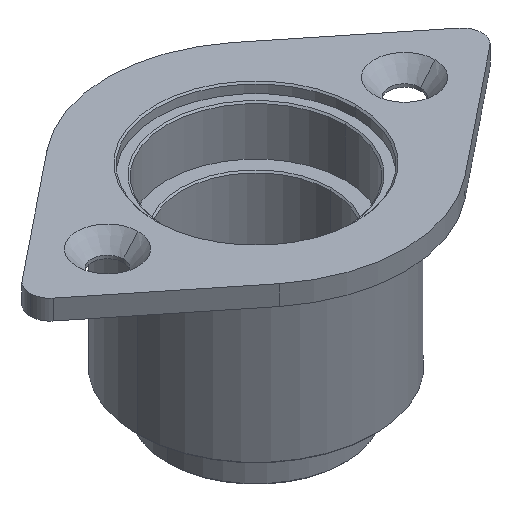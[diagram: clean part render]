
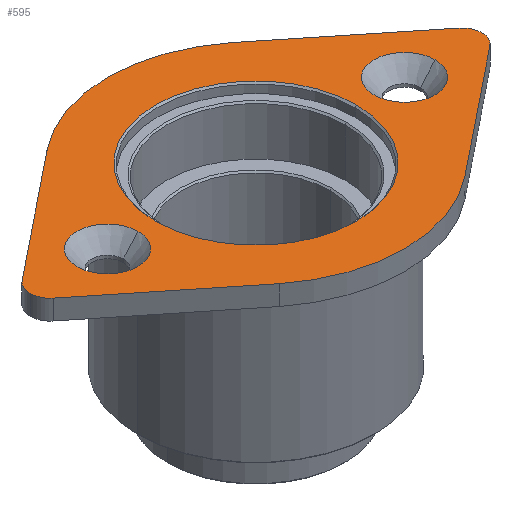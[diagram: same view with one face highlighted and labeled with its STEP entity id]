
A CAD part, isometric view. The second image highlights one B-rep face of the part: STEP entity #595.
In plain terms, the highlighted planar face has unit normal (0, 0, 1).
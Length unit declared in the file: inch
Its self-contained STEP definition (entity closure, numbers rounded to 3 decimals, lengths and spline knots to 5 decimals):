
#13 = CARTESIAN_POINT ( 'NONE',  ( -0.58594, -0.73184, 0.0625 ) ) ;
#19 = CARTESIAN_POINT ( 'NONE',  ( 0.63484, 0., 0.0625 ) ) ;
#20 = EDGE_CURVE ( 'NONE', #475, #529, #809, .T. ) ;
#27 = CIRCLE ( 'NONE', #914, 0.63484 ) ;
#36 = CARTESIAN_POINT ( 'NONE',  ( -1.425, 0., 0.0625 ) ) ;
#45 = CARTESIAN_POINT ( 'NONE',  ( 1.37812, 0.09758, 0.0625 ) ) ;
#55 = DIRECTION ( 'NONE',  ( 0., 0., -1. ) ) ;
#85 = CARTESIAN_POINT ( 'NONE',  ( 0.745, 0., 0.0625 ) ) ;
#89 = EDGE_CURVE ( 'NONE', #397, #326, #1124, .T. ) ;
#120 = CARTESIAN_POINT ( 'NONE',  ( -0.9375, 0., 0.0625 ) ) ;
#124 = VECTOR ( 'NONE', #541, 39.37008 ) ;
#132 = ORIENTED_EDGE ( 'NONE', *, *, #981, .T. ) ;
#143 = AXIS2_PLACEMENT_3D ( 'NONE', #501, #1211, #615 ) ;
#151 = EDGE_CURVE ( 'NONE', #326, #397, #996, .T. ) ;
#166 = CARTESIAN_POINT ( 'NONE',  ( 1.13, 0., 0.0625 ) ) ;
#168 = DIRECTION ( 'NONE',  ( 0., 0., 1. ) ) ;
#180 = CARTESIAN_POINT ( 'NONE',  ( 0.58594, 0.73184, 0.0625 ) ) ;
#184 = CARTESIAN_POINT ( 'NONE',  ( 0., 0., 0.0625 ) ) ;
#185 = ORIENTED_EDGE ( 'NONE', *, *, #492, .T. ) ;
#191 = EDGE_LOOP ( 'NONE', ( #1030, #1285 ) ) ;
#195 = AXIS2_PLACEMENT_3D ( 'NONE', #184, #903, #291 ) ;
#220 = CARTESIAN_POINT ( 'NONE',  ( 0.9375, 0., 0.0625 ) ) ;
#222 = DIRECTION ( 'NONE',  ( 1., 0., 0. ) ) ;
#244 = AXIS2_PLACEMENT_3D ( 'NONE', #220, #934, #329 ) ;
#253 = CIRCLE ( 'NONE', #495, 0.125 ) ;
#255 = LINE ( 'NONE', #180, #769 ) ;
#273 = FACE_BOUND ( 'NONE', #297, .T. ) ;
#285 = DIRECTION ( 'NONE',  ( 0., 0., 1. ) ) ;
#288 = CIRCLE ( 'NONE', #957, 0.63484 ) ;
#291 = DIRECTION ( 'NONE',  ( 1., 0., 0. ) ) ;
#297 = EDGE_LOOP ( 'NONE', ( #1132, #723 ) ) ;
#325 = EDGE_LOOP ( 'NONE', ( #602, #1324, #442, #811, #132, #1046, #496, #185, #932 ) ) ;
#326 = VERTEX_POINT ( 'NONE', #166 ) ;
#329 = DIRECTION ( 'NONE',  ( 1., 0., 0. ) ) ;
#354 = ORIENTED_EDGE ( 'NONE', *, *, #1295, .T. ) ;
#355 = CARTESIAN_POINT ( 'NONE',  ( -0.9375, 0., 0.0625 ) ) ;
#381 = EDGE_CURVE ( 'NONE', #500, #797, #520, .T. ) ;
#383 = EDGE_CURVE ( 'NONE', #475, #1199, #255, .T. ) ;
#397 = VERTEX_POINT ( 'NONE', #85 ) ;
#412 = CARTESIAN_POINT ( 'NONE',  ( -0.58594, 0.73184, 0.0625 ) ) ;
#427 = CARTESIAN_POINT ( 'NONE',  ( 0., 0., 0.0625 ) ) ;
#429 = CARTESIAN_POINT ( 'NONE',  ( -0.58594, -0.73184, 0.0625 ) ) ;
#442 = ORIENTED_EDGE ( 'NONE', *, *, #383, .F. ) ;
#443 = DIRECTION ( 'NONE',  ( 1., 0., 0. ) ) ;
#455 = CARTESIAN_POINT ( 'NONE',  ( -1.37813, 0.09758, 0.0625 ) ) ;
#475 = VERTEX_POINT ( 'NONE', #1051 ) ;
#491 = AXIS2_PLACEMENT_3D ( 'NONE', #790, #168, #890 ) ;
#492 = EDGE_CURVE ( 'NONE', #797, #992, #672, .T. ) ;
#495 = AXIS2_PLACEMENT_3D ( 'NONE', #531, #1235, #635 ) ;
#496 = ORIENTED_EDGE ( 'NONE', *, *, #381, .T. ) ;
#500 = VERTEX_POINT ( 'NONE', #36 ) ;
#501 = CARTESIAN_POINT ( 'NONE',  ( 0., 0., 0.0625 ) ) ;
#506 = EDGE_LOOP ( 'NONE', ( #354, #1062 ) ) ;
#520 = CIRCLE ( 'NONE', #1314, 0.125 ) ;
#529 = VERTEX_POINT ( 'NONE', #1093 ) ;
#531 = CARTESIAN_POINT ( 'NONE',  ( -1.3, 0., 0.0625 ) ) ;
#539 = EDGE_CURVE ( 'NONE', #1226, #1244, #610, .T. ) ;
#541 = DIRECTION ( 'NONE',  ( 0.781, -0.625, 0. ) ) ;
#543 = FACE_BOUND ( 'NONE', #506, .T. ) ;
#554 = CARTESIAN_POINT ( 'NONE',  ( 0., 0., 0.0625 ) ) ;
#571 = CARTESIAN_POINT ( 'NONE',  ( 1.3, 0., 0.0625 ) ) ;
#572 = DIRECTION ( 'NONE',  ( 0., 0., -1. ) ) ;
#576 = AXIS2_PLACEMENT_3D ( 'NONE', #120, #846, #222 ) ;
#582 = CARTESIAN_POINT ( 'NONE',  ( 0.58594, -0.73184, 0.0625 ) ) ;
#595 = ADVANCED_FACE ( 'NONE', ( #543, #273, #1092, #1057 ), #1129, .T. ) ;
#602 = ORIENTED_EDGE ( 'NONE', *, *, #539, .F. ) ;
#609 = VECTOR ( 'NONE', #736, 39.37008 ) ;
#610 = LINE ( 'NONE', #582, #1123 ) ;
#615 = DIRECTION ( 'NONE',  ( 1., 0., 0. ) ) ;
#617 = AXIS2_PLACEMENT_3D ( 'NONE', #355, #1070, #443 ) ;
#622 = CIRCLE ( 'NONE', #757, 0.9375 ) ;
#635 = DIRECTION ( 'NONE',  ( 1., 0., 0. ) ) ;
#655 = DIRECTION ( 'NONE',  ( 1., 0., 0. ) ) ;
#662 = CARTESIAN_POINT ( 'NONE',  ( 0., 0., 0.0625 ) ) ;
#672 = LINE ( 'NONE', #429, #124 ) ;
#673 = DIRECTION ( 'NONE',  ( 1., 0., 0. ) ) ;
#723 = ORIENTED_EDGE ( 'NONE', *, *, #951, .F. ) ;
#736 = DIRECTION ( 'NONE',  ( -0.781, -0.625, 0. ) ) ;
#756 = VERTEX_POINT ( 'NONE', #1080 ) ;
#757 = AXIS2_PLACEMENT_3D ( 'NONE', #554, #1258, #655 ) ;
#769 = VECTOR ( 'NONE', #786, 39.37008 ) ;
#771 = DIRECTION ( 'NONE',  ( 1., 0., 0. ) ) ;
#782 = EDGE_CURVE ( 'NONE', #1226, #1199, #1306, .T. ) ;
#786 = DIRECTION ( 'NONE',  ( 0.781, -0.625, 0. ) ) ;
#790 = CARTESIAN_POINT ( 'NONE',  ( 0.9375, 0., 0.0625 ) ) ;
#792 = VERTEX_POINT ( 'NONE', #455 ) ;
#797 = VERTEX_POINT ( 'NONE', #879 ) ;
#809 = CIRCLE ( 'NONE', #195, 0.9375 ) ;
#811 = ORIENTED_EDGE ( 'NONE', *, *, #20, .T. ) ;
#846 = DIRECTION ( 'NONE',  ( 0., 0., 1. ) ) ;
#848 = DIRECTION ( 'NONE',  ( 1., 0., 0. ) ) ;
#879 = CARTESIAN_POINT ( 'NONE',  ( -1.37812, -0.09758, 0.0625 ) ) ;
#880 = LINE ( 'NONE', #412, #609 ) ;
#890 = DIRECTION ( 'NONE',  ( 1., 0., 0. ) ) ;
#896 = CARTESIAN_POINT ( 'NONE',  ( -1.3, 0., 0.0625 ) ) ;
#903 = DIRECTION ( 'NONE',  ( 0., 0., 1. ) ) ;
#914 = AXIS2_PLACEMENT_3D ( 'NONE', #427, #572, #848 ) ;
#932 = ORIENTED_EDGE ( 'NONE', *, *, #1238, .T. ) ;
#934 = DIRECTION ( 'NONE',  ( 0., 0., 1. ) ) ;
#951 = EDGE_CURVE ( 'NONE', #756, #1078, #1176, .T. ) ;
#957 = AXIS2_PLACEMENT_3D ( 'NONE', #662, #55, #771 ) ;
#959 = CARTESIAN_POINT ( 'NONE',  ( 1.37812, -0.09758, 0.0625 ) ) ;
#963 = EDGE_CURVE ( 'NONE', #792, #500, #253, .T. ) ;
#964 = CARTESIAN_POINT ( 'NONE',  ( -0.63484, 0., 0.0625 ) ) ;
#981 = EDGE_CURVE ( 'NONE', #529, #792, #880, .T. ) ;
#992 = VERTEX_POINT ( 'NONE', #13 ) ;
#996 = CIRCLE ( 'NONE', #491, 0.1925 ) ;
#998 = DIRECTION ( 'NONE',  ( 1., 0., 0. ) ) ;
#1001 = EDGE_CURVE ( 'NONE', #1239, #1067, #27, .T. ) ;
#1008 = AXIS2_PLACEMENT_3D ( 'NONE', #571, #1280, #673 ) ;
#1030 = ORIENTED_EDGE ( 'NONE', *, *, #151, .F. ) ;
#1046 = ORIENTED_EDGE ( 'NONE', *, *, #963, .T. ) ;
#1051 = CARTESIAN_POINT ( 'NONE',  ( 0.58594, 0.73184, 0.0625 ) ) ;
#1057 = FACE_OUTER_BOUND ( 'NONE', #325, .T. ) ;
#1062 = ORIENTED_EDGE ( 'NONE', *, *, #1001, .T. ) ;
#1066 = CARTESIAN_POINT ( 'NONE',  ( 0.58594, -0.73184, 0.0625 ) ) ;
#1067 = VERTEX_POINT ( 'NONE', #19 ) ;
#1070 = DIRECTION ( 'NONE',  ( 0., 0., 1. ) ) ;
#1078 = VERTEX_POINT ( 'NONE', #1153 ) ;
#1080 = CARTESIAN_POINT ( 'NONE',  ( -1.13, 0., 0.0625 ) ) ;
#1092 = FACE_BOUND ( 'NONE', #191, .T. ) ;
#1093 = CARTESIAN_POINT ( 'NONE',  ( -0.58594, 0.73184, 0.0625 ) ) ;
#1123 = VECTOR ( 'NONE', #1188, 39.37008 ) ;
#1124 = CIRCLE ( 'NONE', #244, 0.1925 ) ;
#1129 = PLANE ( 'NONE',  #143 ) ;
#1132 = ORIENTED_EDGE ( 'NONE', *, *, #1203, .F. ) ;
#1153 = CARTESIAN_POINT ( 'NONE',  ( -0.745, 0., 0.0625 ) ) ;
#1176 = CIRCLE ( 'NONE', #576, 0.1925 ) ;
#1188 = DIRECTION ( 'NONE',  ( -0.781, -0.625, 0. ) ) ;
#1193 = CIRCLE ( 'NONE', #617, 0.1925 ) ;
#1199 = VERTEX_POINT ( 'NONE', #45 ) ;
#1203 = EDGE_CURVE ( 'NONE', #1078, #756, #1193, .T. ) ;
#1211 = DIRECTION ( 'NONE',  ( 0., 0., 1. ) ) ;
#1226 = VERTEX_POINT ( 'NONE', #959 ) ;
#1235 = DIRECTION ( 'NONE',  ( 0., 0., 1. ) ) ;
#1238 = EDGE_CURVE ( 'NONE', #992, #1244, #622, .T. ) ;
#1239 = VERTEX_POINT ( 'NONE', #964 ) ;
#1244 = VERTEX_POINT ( 'NONE', #1066 ) ;
#1258 = DIRECTION ( 'NONE',  ( 0., 0., 1. ) ) ;
#1280 = DIRECTION ( 'NONE',  ( 0., 0., 1. ) ) ;
#1285 = ORIENTED_EDGE ( 'NONE', *, *, #89, .F. ) ;
#1295 = EDGE_CURVE ( 'NONE', #1067, #1239, #288, .T. ) ;
#1306 = CIRCLE ( 'NONE', #1008, 0.125 ) ;
#1314 = AXIS2_PLACEMENT_3D ( 'NONE', #896, #285, #998 ) ;
#1324 = ORIENTED_EDGE ( 'NONE', *, *, #782, .T. ) ;
